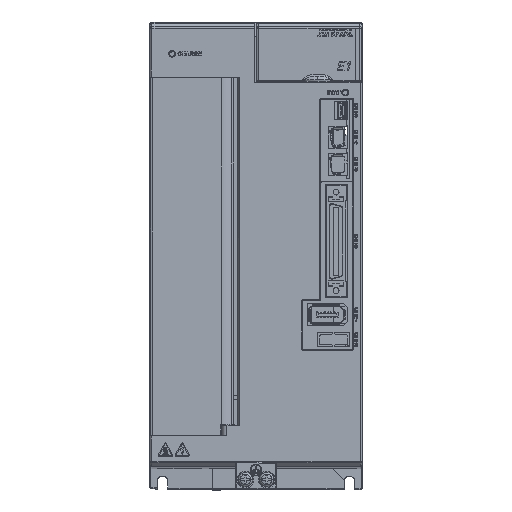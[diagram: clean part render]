
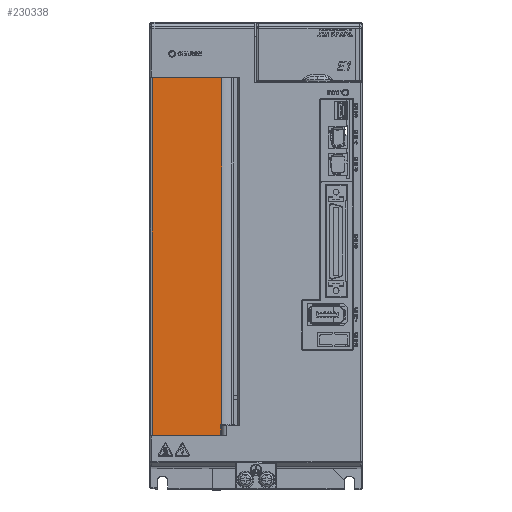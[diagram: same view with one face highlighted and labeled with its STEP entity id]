
A CAD part, top view. The second image highlights one B-rep face of the part: STEP entity #230338.
In plain terms, the highlighted planar face has unit normal (0, 0, 1).
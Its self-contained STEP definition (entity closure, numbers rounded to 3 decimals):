
#3504 = CARTESIAN_POINT ( 'NONE',  ( -16.7, -84.679, 227.5 ) ) ;
#5380 = ORIENTED_EDGE ( 'NONE', *, *, #188551, .T. ) ;
#6679 = DIRECTION ( 'NONE',  ( 1., 0., 0. ) ) ;
#8651 = CARTESIAN_POINT ( 'NONE',  ( -16.153, 83.721, 227.5 ) ) ;
#13331 = VERTEX_POINT ( 'NONE', #107190 ) ;
#17018 = ORIENTED_EDGE ( 'NONE', *, *, #147519, .F. ) ;
#18371 = ORIENTED_EDGE ( 'NONE', *, *, #25216, .T. ) ;
#25216 = EDGE_CURVE ( 'NONE', #112102, #73179, #198721, .T. ) ;
#28918 = DIRECTION ( 'NONE',  ( -1., 0., 0. ) ) ;
#33377 = CARTESIAN_POINT ( 'NONE',  ( -48.912, -0.479, 227.5 ) ) ;
#35582 = VECTOR ( 'NONE', #41979, 1000. ) ;
#41979 = DIRECTION ( 'NONE',  ( 1., 0., 0. ) ) ;
#43303 = CARTESIAN_POINT ( 'NONE',  ( -16.153, -79.679, 227.5 ) ) ;
#48215 = B_SPLINE_CURVE_WITH_KNOTS ( 'NONE', 1,
 ( #244751, #3504 ),
 .UNSPECIFIED., .F., .F.,
 ( 2, 2 ),
 ( 0., 1. ),
 .UNSPECIFIED. ) ;
#49989 = AXIS2_PLACEMENT_3D ( 'NONE', #8651, #149573, #28918 ) ;
#51879 = ORIENTED_EDGE ( 'NONE', *, *, #218669, .F. ) ;
#54171 = DIRECTION ( 'NONE',  ( 0., -1., 0. ) ) ;
#57020 = CARTESIAN_POINT ( 'NONE',  ( -48.912, -84.679, 227.5 ) ) ;
#58276 = VECTOR ( 'NONE', #6679, 1000. ) ;
#73179 = VERTEX_POINT ( 'NONE', #57020 ) ;
#97492 = VECTOR ( 'NONE', #54171, 1000. ) ;
#107190 = CARTESIAN_POINT ( 'NONE',  ( -16.153, 83.721, 227.5 ) ) ;
#109579 = VERTEX_POINT ( 'NONE', #181396 ) ;
#111032 = DIRECTION ( 'NONE',  ( -1., 0., 0. ) ) ;
#112102 = VERTEX_POINT ( 'NONE', #244053 ) ;
#112713 = LINE ( 'NONE', #211359, #159856 ) ;
#122063 = EDGE_CURVE ( 'NONE', #112102, #13331, #165383, .T. ) ;
#136213 = VERTEX_POINT ( 'NONE', #43303 ) ;
#138513 = EDGE_CURVE ( 'NONE', #183580, #109579, #48215, .T. ) ;
#147519 = EDGE_CURVE ( 'NONE', #109579, #73179, #112713, .T. ) ;
#149033 = LINE ( 'NONE', #162540, #35582 ) ;
#149573 = DIRECTION ( 'NONE',  ( 0., 0., 1. ) ) ;
#156576 = CARTESIAN_POINT ( 'NONE',  ( -16.7, -79.679, 227.5 ) ) ;
#159856 = VECTOR ( 'NONE', #111032, 1000. ) ;
#162540 = CARTESIAN_POINT ( 'NONE',  ( -32.533, -79.679, 227.5 ) ) ;
#165383 = LINE ( 'NONE', #247887, #58276 ) ;
#181396 = CARTESIAN_POINT ( 'NONE',  ( -16.7, -84.679, 227.5 ) ) ;
#183580 = VERTEX_POINT ( 'NONE', #156576 ) ;
#188551 = EDGE_CURVE ( 'NONE', #183580, #136213, #149033, .T. ) ;
#192380 = VECTOR ( 'NONE', #214714, 1000. ) ;
#195019 = CARTESIAN_POINT ( 'NONE',  ( -16.153, 2.021, 227.5 ) ) ;
#198721 = LINE ( 'NONE', #33377, #192380 ) ;
#209417 = PLANE ( 'NONE',  #49989 ) ;
#209604 = ORIENTED_EDGE ( 'NONE', *, *, #138513, .F. ) ;
#211359 = CARTESIAN_POINT ( 'NONE',  ( -33.35, -84.679, 227.5 ) ) ;
#214714 = DIRECTION ( 'NONE',  ( 0., -1., 0. ) ) ;
#217102 = LINE ( 'NONE', #195019, #97492 ) ;
#218669 = EDGE_CURVE ( 'NONE', #13331, #136213, #217102, .T. ) ;
#222563 = FACE_OUTER_BOUND ( 'NONE', #238617, .T. ) ;
#230338 = ADVANCED_FACE ( 'NONE', ( #222563 ), #209417, .T. ) ;
#238617 = EDGE_LOOP ( 'NONE', ( #5380, #51879, #255415, #18371, #17018, #209604 ) ) ;
#244053 = CARTESIAN_POINT ( 'NONE',  ( -48.912, 83.721, 227.5 ) ) ;
#244751 = CARTESIAN_POINT ( 'NONE',  ( -16.7, -79.679, 227.5 ) ) ;
#247887 = CARTESIAN_POINT ( 'NONE',  ( -30., 83.721, 227.5 ) ) ;
#255415 = ORIENTED_EDGE ( 'NONE', *, *, #122063, .F. ) ;
